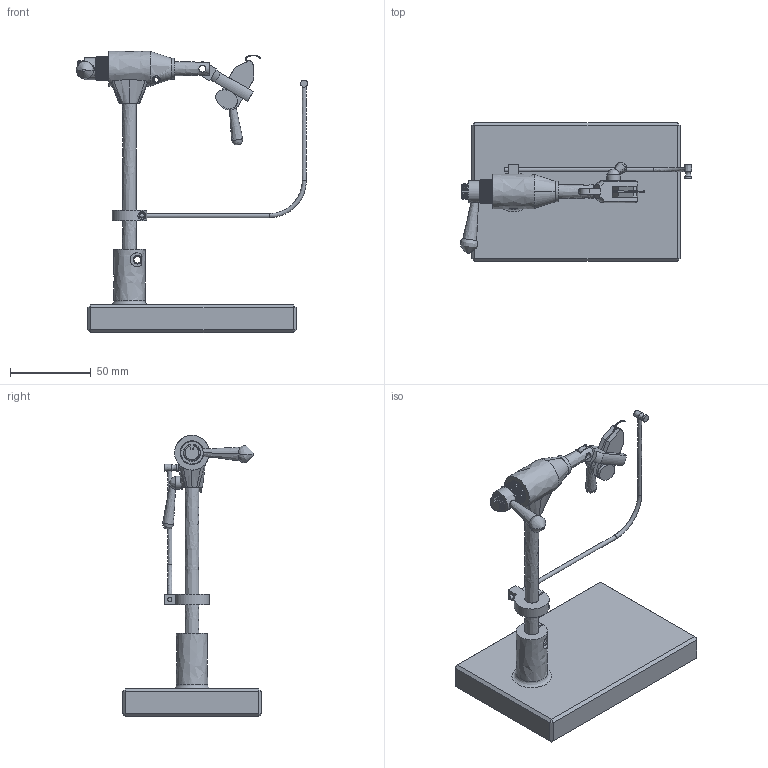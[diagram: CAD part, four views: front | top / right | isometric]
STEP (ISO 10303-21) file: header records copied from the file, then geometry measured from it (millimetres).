
FILE_DESCRIPTION(('FreeCAD Model'),'2;1');
FILE_NAME('Open CASCADE Shape Model','2025-05-03T19:49:15',('FreeCAD'),( 'FreeCAD'),'Open CASCADE STEP processor 7.6','FreeCAD','Unknown');
FILE_SCHEMA(('AUTOMOTIVE_DESIGN { 1 0 10303 214 1 1 1 1 }'));
Products named in the file (1): Open CASCADE STEP translator 7.6 1
Bounding box: 142.73 x 85.76 x 173.66 mm (x, y, z)
Volume: 230838.6 mm3; surface area: 54640.7 mm2
Topology: 14 solids, 14 shells, 855 faces, 2321 edges, 1502 vertices
Faces by surface type: bspline 855
Entity records: 68215 total; most frequent: CARTESIAN_POINT 54414, ORIENTED_EDGE 4638, EDGE_CURVE 2319, B_SPLINE_CURVE_WITH_KNOTS 2056, VERTEX_POINT 1502, FACE_BOUND 903, EDGE_LOOP 903, ADVANCED_FACE 855
